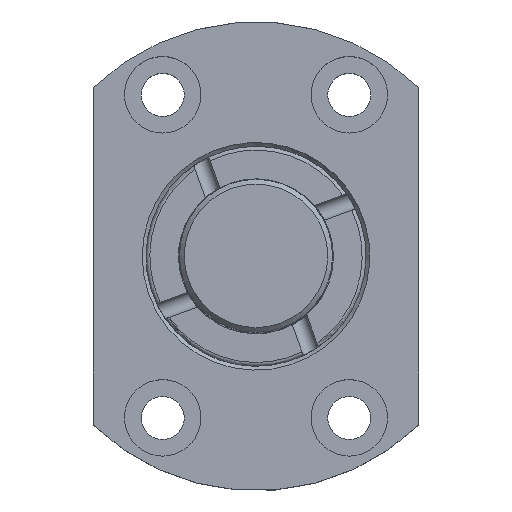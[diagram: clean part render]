
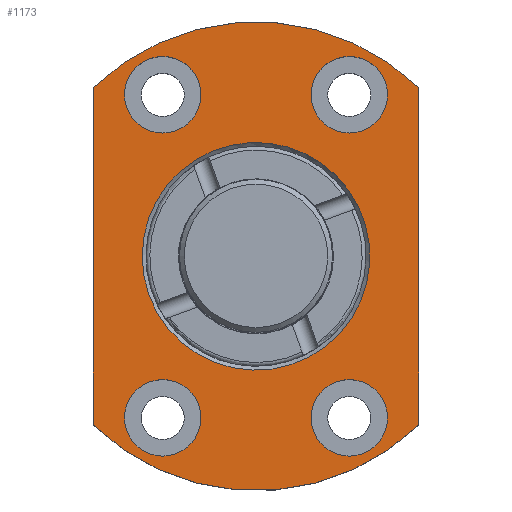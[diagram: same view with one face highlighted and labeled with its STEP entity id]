
A CAD part, top view. The second image highlights one B-rep face of the part: STEP entity #1173.
In plain terms, the highlighted planar face has unit normal (0, 0, 1).
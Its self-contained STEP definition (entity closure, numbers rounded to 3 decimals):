
#44=PLANE('',#1314);
#103=CIRCLE('',#1236,24.5);
#149=CIRCLE('',#1312,24.5);
#151=CIRCLE('',#1315,11.9);
#152=CIRCLE('',#1316,4.);
#153=CIRCLE('',#1317,4.);
#154=CIRCLE('',#1318,4.);
#155=CIRCLE('',#1319,4.);
#310=ORIENTED_EDGE('',*,*,#614,.T.);
#311=ORIENTED_EDGE('',*,*,#506,.F.);
#312=ORIENTED_EDGE('',*,*,#615,.T.);
#313=ORIENTED_EDGE('',*,*,#610,.F.);
#314=ORIENTED_EDGE('',*,*,#616,.T.);
#315=ORIENTED_EDGE('',*,*,#617,.T.);
#316=ORIENTED_EDGE('',*,*,#618,.T.);
#317=ORIENTED_EDGE('',*,*,#619,.T.);
#318=ORIENTED_EDGE('',*,*,#620,.T.);
#506=EDGE_CURVE('',#668,#669,#103,.T.);
#610=EDGE_CURVE('',#740,#741,#149,.T.);
#614=EDGE_CURVE('',#744,#744,#151,.T.);
#615=EDGE_CURVE('',#668,#741,#805,.T.);
#616=EDGE_CURVE('',#740,#669,#806,.T.);
#617=EDGE_CURVE('',#745,#745,#152,.T.);
#618=EDGE_CURVE('',#746,#746,#153,.T.);
#619=EDGE_CURVE('',#747,#747,#154,.T.);
#620=EDGE_CURVE('',#748,#748,#155,.T.);
#668=VERTEX_POINT('',#1755);
#669=VERTEX_POINT('',#1757);
#740=VERTEX_POINT('',#2116);
#741=VERTEX_POINT('',#2117);
#744=VERTEX_POINT('',#2125);
#745=VERTEX_POINT('',#2129);
#746=VERTEX_POINT('',#2131);
#747=VERTEX_POINT('',#2133);
#748=VERTEX_POINT('',#2135);
#805=LINE('',#2126,#845);
#806=LINE('',#2127,#846);
#845=VECTOR('',#1585,1000.);
#846=VECTOR('',#1586,1000.);
#894=EDGE_LOOP('',(#310));
#895=EDGE_LOOP('',(#311,#312,#313,#314));
#896=EDGE_LOOP('',(#315));
#897=EDGE_LOOP('',(#316));
#898=EDGE_LOOP('',(#317));
#899=EDGE_LOOP('',(#318));
#1016=FACE_BOUND('',#894,.T.);
#1017=FACE_BOUND('',#895,.T.);
#1018=FACE_BOUND('',#896,.T.);
#1019=FACE_BOUND('',#897,.T.);
#1020=FACE_BOUND('',#898,.T.);
#1021=FACE_BOUND('',#899,.T.);
#1173=ADVANCED_FACE('',(#1016,#1017,#1018,#1019,#1020,#1021),#44,.T.);
#1236=AXIS2_PLACEMENT_3D('',#1756,#1398,#1399);
#1312=AXIS2_PLACEMENT_3D('',#2115,#1575,#1576);
#1314=AXIS2_PLACEMENT_3D('',#2123,#1581,#1582);
#1315=AXIS2_PLACEMENT_3D('',#2124,#1583,#1584);
#1316=AXIS2_PLACEMENT_3D('',#2128,#1587,#1588);
#1317=AXIS2_PLACEMENT_3D('',#2130,#1589,#1590);
#1318=AXIS2_PLACEMENT_3D('',#2132,#1591,#1592);
#1319=AXIS2_PLACEMENT_3D('',#2134,#1593,#1594);
#1398=DIRECTION('',(0.,0.,-1.));
#1399=DIRECTION('',(-1.,0.,0.));
#1575=DIRECTION('',(0.,0.,-1.));
#1576=DIRECTION('',(-1.,0.,0.));
#1581=DIRECTION('',(0.,0.,1.));
#1582=DIRECTION('',(1.,0.,0.));
#1583=DIRECTION('',(0.,0.,-1.));
#1584=DIRECTION('',(-1.,0.,0.));
#1585=DIRECTION('',(0.,-1.,0.));
#1586=DIRECTION('',(0.,1.,0.));
#1587=DIRECTION('',(0.,0.,-1.));
#1588=DIRECTION('',(-1.,0.,0.));
#1589=DIRECTION('',(0.,0.,-1.));
#1590=DIRECTION('',(-1.,0.,0.));
#1591=DIRECTION('',(0.,0.,-1.));
#1592=DIRECTION('',(-1.,0.,0.));
#1593=DIRECTION('',(0.,0.,-1.));
#1594=DIRECTION('',(-1.,0.,0.));
#1755=CARTESIAN_POINT('',(-17.,17.642,45.));
#1756=CARTESIAN_POINT('',(0.,0.,45.));
#1757=CARTESIAN_POINT('',(17.,17.642,45.));
#2115=CARTESIAN_POINT('',(0.,0.,45.));
#2116=CARTESIAN_POINT('',(17.,-17.642,45.));
#2117=CARTESIAN_POINT('',(-17.,-17.642,45.));
#2123=CARTESIAN_POINT('',(0.,24.5,45.));
#2124=CARTESIAN_POINT('',(0.,0.,45.));
#2125=CARTESIAN_POINT('',(-11.9,0.,45.));
#2126=CARTESIAN_POINT('',(-17.,29.5,45.));
#2127=CARTESIAN_POINT('',(17.,-29.5,45.));
#2128=CARTESIAN_POINT('',(-9.75,16.887,45.));
#2129=CARTESIAN_POINT('',(-13.75,16.887,45.));
#2130=CARTESIAN_POINT('',(-9.75,-16.887,45.));
#2131=CARTESIAN_POINT('',(-13.75,-16.887,45.));
#2132=CARTESIAN_POINT('',(9.75,-16.887,45.));
#2133=CARTESIAN_POINT('',(5.75,-16.887,45.));
#2134=CARTESIAN_POINT('',(9.75,16.887,45.));
#2135=CARTESIAN_POINT('',(5.75,16.887,45.));
